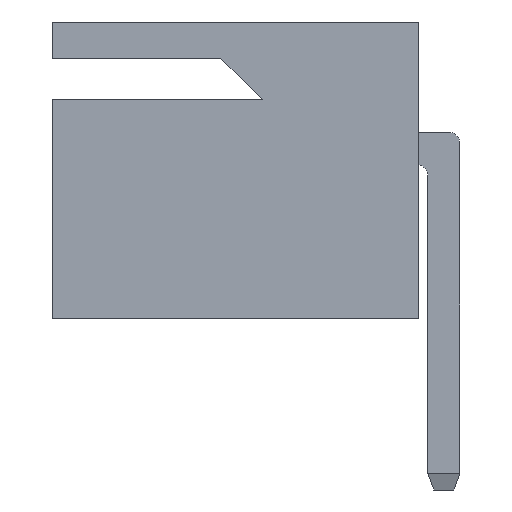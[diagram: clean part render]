
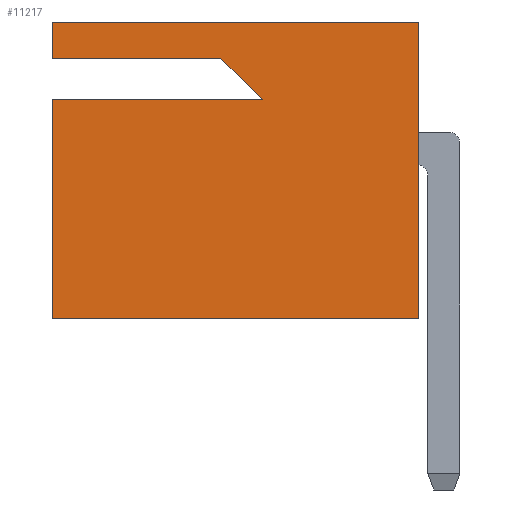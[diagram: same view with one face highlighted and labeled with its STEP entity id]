
A CAD part, left-side view. The second image highlights one B-rep face of the part: STEP entity #11217.
In plain terms, the highlighted planar face has unit normal (-1, 0, 0).
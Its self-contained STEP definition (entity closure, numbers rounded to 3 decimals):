
#879=ORIENTED_EDGE('',*,*,#3101,.T.);
#880=ORIENTED_EDGE('',*,*,#3102,.T.);
#881=ORIENTED_EDGE('',*,*,#3103,.T.);
#882=ORIENTED_EDGE('',*,*,#2961,.T.);
#883=ORIENTED_EDGE('',*,*,#3100,.F.);
#884=ORIENTED_EDGE('',*,*,#2968,.F.);
#885=ORIENTED_EDGE('',*,*,#2899,.T.);
#886=ORIENTED_EDGE('',*,*,#3104,.T.);
#2899=EDGE_CURVE('',#4043,#4042,#4760,.T.);
#2961=EDGE_CURVE('',#4060,#4097,#4822,.T.);
#2968=EDGE_CURVE('',#4043,#4103,#4829,.T.);
#3100=EDGE_CURVE('',#4103,#4097,#4961,.T.);
#3101=EDGE_CURVE('',#4180,#4181,#4962,.T.);
#3102=EDGE_CURVE('',#4181,#4182,#4963,.T.);
#3103=EDGE_CURVE('',#4182,#4060,#4964,.T.);
#3104=EDGE_CURVE('',#4042,#4180,#4965,.T.);
#4042=VERTEX_POINT('',#14305);
#4043=VERTEX_POINT('',#14307);
#4060=VERTEX_POINT('',#14352);
#4097=VERTEX_POINT('',#14427);
#4103=VERTEX_POINT('',#14442);
#4180=VERTEX_POINT('',#14680);
#4181=VERTEX_POINT('',#14681);
#4182=VERTEX_POINT('',#14683);
#4760=LINE('',#14306,#5617);
#4822=LINE('',#14428,#5679);
#4829=LINE('',#14441,#5686);
#4961=LINE('',#14677,#5818);
#4962=LINE('',#14679,#5819);
#4963=LINE('',#14682,#5820);
#4964=LINE('',#14684,#5821);
#4965=LINE('',#14685,#5822);
#5617=VECTOR('',#12411,1000.);
#5679=VECTOR('',#12483,1000.);
#5686=VECTOR('',#12492,1000.);
#5818=VECTOR('',#12678,1000.);
#5819=VECTOR('',#12681,1000.);
#5820=VECTOR('',#12682,1000.);
#5821=VECTOR('',#12683,1000.);
#5822=VECTOR('',#12684,1000.);
#6413=EDGE_LOOP('',(#879,#880,#881,#882,#883,#884,#885,#886));
#6920=FACE_BOUND('',#6413,.T.);
#7427=PLANE('',#11763);
#11217=ADVANCED_FACE('',(#6920),#7427,.T.);
#11763=AXIS2_PLACEMENT_3D('',#14678,#12679,#12680);
#12411=DIRECTION('',(0.,0.,-1.));
#12483=DIRECTION('',(0.,-1.,0.));
#12492=DIRECTION('',(0.,-1.,0.));
#12678=DIRECTION('',(0.,0.,-1.));
#12679=DIRECTION('',(-1.,0.,0.));
#12680=DIRECTION('',(0.,1.,0.));
#12681=DIRECTION('',(0.,-0.707,-0.707));
#12682=DIRECTION('',(0.,1.,0.));
#12683=DIRECTION('',(0.,0.,-1.));
#12684=DIRECTION('',(0.,-1.,0.));
#14305=CARTESIAN_POINT('',(-13.767,7.534,5.131));
#14306=CARTESIAN_POINT('',(-13.767,7.534,5.842));
#14307=CARTESIAN_POINT('',(-13.767,7.534,5.842));
#14352=CARTESIAN_POINT('',(-13.767,7.534,0.));
#14427=CARTESIAN_POINT('',(-13.767,0.32,0.));
#14428=CARTESIAN_POINT('',(-13.767,1.031,0.));
#14441=CARTESIAN_POINT('',(-13.767,1.031,5.842));
#14442=CARTESIAN_POINT('',(-13.767,0.32,5.842));
#14677=CARTESIAN_POINT('',(-13.767,0.32,5.842));
#14678=CARTESIAN_POINT('',(-13.767,1.031,5.842));
#14679=CARTESIAN_POINT('',(-13.767,4.206,5.131));
#14680=CARTESIAN_POINT('',(-13.767,4.206,5.131));
#14681=CARTESIAN_POINT('',(-13.767,3.393,4.318));
#14682=CARTESIAN_POINT('',(-13.767,3.393,4.318));
#14683=CARTESIAN_POINT('',(-13.767,7.534,4.318));
#14684=CARTESIAN_POINT('',(-13.767,7.534,5.842));
#14685=CARTESIAN_POINT('',(-13.767,7.534,5.131));
